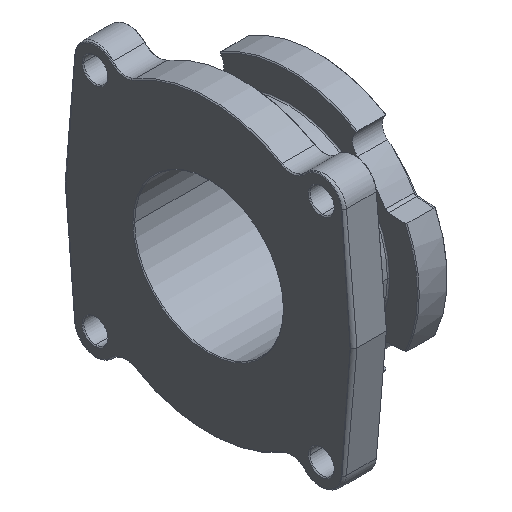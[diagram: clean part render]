
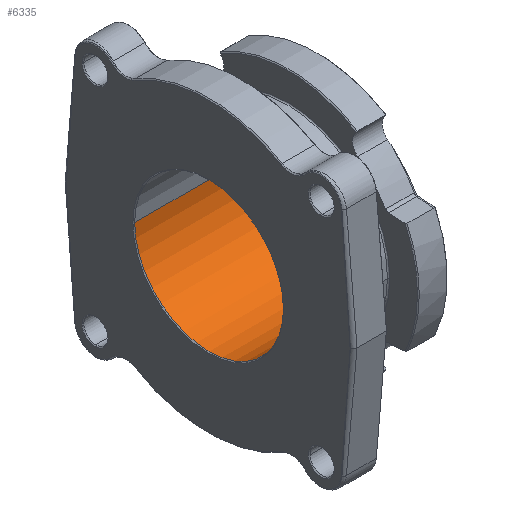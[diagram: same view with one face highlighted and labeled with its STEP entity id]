
A CAD part, isometric view. The second image highlights one B-rep face of the part: STEP entity #6335.
In plain terms, the highlighted cylindrical face has radius 31.75 mm (diameter 63.5 mm), a partial arc.
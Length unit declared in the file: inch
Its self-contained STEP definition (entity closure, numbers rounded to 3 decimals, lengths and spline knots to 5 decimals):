
#1658=CARTESIAN_POINT('',(0.14038,0.,0.));
#1659=DIRECTION('',(1.,0.,0.));
#1660=DIRECTION('',(0.,-1.,0.));
#1661=AXIS2_PLACEMENT_3D('',#1658,#1659,#1660);
#1663=DIRECTION('',(-1.,0.,0.));
#1664=VECTOR('',#1663,1.813);
#1665=CARTESIAN_POINT('',(1.95337,1.25,
0.));
#1666=LINE('',#1665,#1664);
#1667=CARTESIAN_POINT('',(1.95338,0.,0.));
#1668=DIRECTION('',(-1.,0.,0.));
#1669=DIRECTION('',(0.,1.,0.));
#1670=AXIS2_PLACEMENT_3D('',#1667,#1668,#1669);
#1677=DIRECTION('',(-1.,0.,0.));
#1678=VECTOR('',#1677,1.813);
#1679=CARTESIAN_POINT('',(1.95337,-1.25,
0.));
#1680=LINE('',#1679,#1678);
#2911=CARTESIAN_POINT('',(1.95338,1.25,0.));
#2912=CARTESIAN_POINT('',(1.95338,-1.25,0.));
#2913=VERTEX_POINT('',#2911);
#2914=VERTEX_POINT('',#2912);
#2977=CARTESIAN_POINT('',(0.14038,1.25,0.));
#2978=CARTESIAN_POINT('',(0.14038,-1.25,0.));
#2979=VERTEX_POINT('',#2977);
#2980=VERTEX_POINT('',#2978);
#6321=CARTESIAN_POINT('',(1.96838,0.,0.));
#6322=DIRECTION('',(-1.,0.,0.));
#6323=DIRECTION('',(0.,-1.,0.));
#6324=AXIS2_PLACEMENT_3D('',#6321,#6322,#6323);
#6325=CYLINDRICAL_SURFACE('',#6324,1.25);
#6326=ORIENTED_EDGE('',*,*,#6315,.T.);
#6328=ORIENTED_EDGE('',*,*,#6327,.F.);
#6330=ORIENTED_EDGE('',*,*,#6329,.T.);
#6332=ORIENTED_EDGE('',*,*,#6331,.T.);
#6333=EDGE_LOOP('',(#6326,#6328,#6330,#6332));
#6334=FACE_OUTER_BOUND('',#6333,.F.);
#6335=ADVANCED_FACE('',(#6334),#6325,.F.);
#1662=CIRCLE('',#1661,1.25);
#1671=CIRCLE('',#1670,1.25);
#6315=EDGE_CURVE('',#2980,#2979,#1662,.T.);
#6327=EDGE_CURVE('',#2913,#2979,#1666,.T.);
#6329=EDGE_CURVE('',#2913,#2914,#1671,.T.);
#6331=EDGE_CURVE('',#2914,#2980,#1680,.T.);
